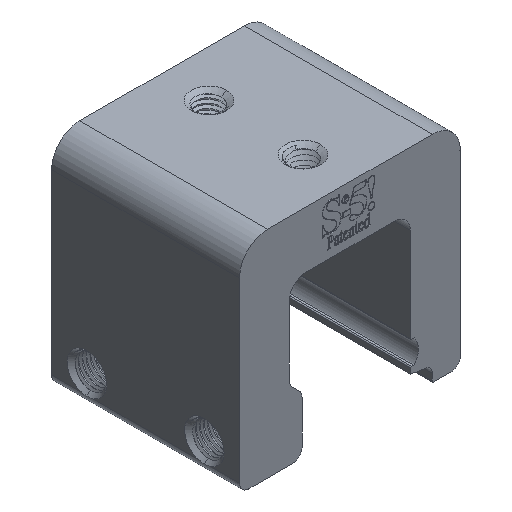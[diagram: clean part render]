
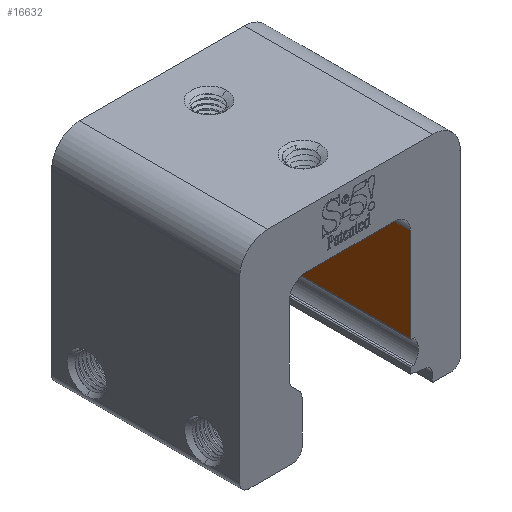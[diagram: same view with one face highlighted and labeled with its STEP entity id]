
A CAD part, isometric view. The second image highlights one B-rep face of the part: STEP entity #16632.
In plain terms, the highlighted planar face has unit normal (-1, 0, 0).
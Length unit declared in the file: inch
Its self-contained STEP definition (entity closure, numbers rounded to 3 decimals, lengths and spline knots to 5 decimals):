
#1800 = CARTESIAN_POINT ( 'NONE',  ( 0.645, 0.99957, -0.44041 ) ) ;
#2304 = CARTESIAN_POINT ( 'NONE',  ( 0.645, -1.00043, -0.77307 ) ) ;
#2693 = VERTEX_POINT ( 'NONE', #20671 ) ;
#3378 = LINE ( 'NONE', #2304, #22358 ) ;
#3901 = B_SPLINE_CURVE_WITH_KNOTS ( 'NONE', 3,
 ( #12779, #1800, #14633, #9171 ),
 .UNSPECIFIED., .F., .F.,
 ( 4, 4 ),
 ( 0., 1. ),
 .UNSPECIFIED. ) ;
#3924 = LINE ( 'NONE', #16197, #4197 ) ;
#4197 = VECTOR ( 'NONE', #17746, 39.37008 ) ;
#4476 = VERTEX_POINT ( 'NONE', #14177 ) ;
#5093 = VERTEX_POINT ( 'NONE', #20296 ) ;
#7609 = PLANE ( 'NONE',  #16498 ) ;
#8661 = ORIENTED_EDGE ( 'NONE', *, *, #20110, .T. ) ;
#9171 = CARTESIAN_POINT ( 'NONE',  ( 0.645, 0.99957, 0.22493 ) ) ;
#9322 = DIRECTION ( 'NONE',  ( 1., 0., 0. ) ) ;
#9769 = DIRECTION ( 'NONE',  ( 0., -1., 0. ) ) ;
#10626 = EDGE_CURVE ( 'NONE', #5093, #4476, #22805, .T. ) ;
#11932 = EDGE_CURVE ( 'NONE', #2693, #4476, #3901, .T. ) ;
#12025 = CARTESIAN_POINT ( 'NONE',  ( 0.645, -1.00043, -0.77307 ) ) ;
#12779 = CARTESIAN_POINT ( 'NONE',  ( 0.645, 0.99957, -0.77307 ) ) ;
#12849 = CARTESIAN_POINT ( 'NONE',  ( 0.645, -1.00043, -0.27407 ) ) ;
#13795 = FACE_OUTER_BOUND ( 'NONE', #15356, .T. ) ;
#14177 = CARTESIAN_POINT ( 'NONE',  ( 0.645, 0.99957, 0.22493 ) ) ;
#14633 = CARTESIAN_POINT ( 'NONE',  ( 0.645, 0.99957, -0.10774 ) ) ;
#15356 = EDGE_LOOP ( 'NONE', ( #23649, #21736, #23705, #8661 ) ) ;
#15979 = VERTEX_POINT ( 'NONE', #12025 ) ;
#16197 = CARTESIAN_POINT ( 'NONE',  ( 0.645, -1.00043, -0.98904 ) ) ;
#16498 = AXIS2_PLACEMENT_3D ( 'NONE', #12849, #9322, #18550 ) ;
#16632 = ADVANCED_FACE ( 'NONE', ( #13795 ), #7609, .F. ) ;
#17746 = DIRECTION ( 'NONE',  ( 0., 0., -1. ) ) ;
#17909 = VECTOR ( 'NONE', #23646, 39.37008 ) ;
#18550 = DIRECTION ( 'NONE',  ( 0., 0., -1. ) ) ;
#20110 = EDGE_CURVE ( 'NONE', #2693, #15979, #3378, .T. ) ;
#20296 = CARTESIAN_POINT ( 'NONE',  ( 0.645, -1.00043, 0.22493 ) ) ;
#20671 = CARTESIAN_POINT ( 'NONE',  ( 0.645, 0.99957, -0.77307 ) ) ;
#21736 = ORIENTED_EDGE ( 'NONE', *, *, #10626, .T. ) ;
#22035 = EDGE_CURVE ( 'NONE', #5093, #15979, #3924, .T. ) ;
#22358 = VECTOR ( 'NONE', #9769, 39.37008 ) ;
#22805 = LINE ( 'NONE', #23570, #17909 ) ;
#23570 = CARTESIAN_POINT ( 'NONE',  ( 0.645, -1.00043, 0.22493 ) ) ;
#23646 = DIRECTION ( 'NONE',  ( 0., 1., 0. ) ) ;
#23649 = ORIENTED_EDGE ( 'NONE', *, *, #22035, .F. ) ;
#23705 = ORIENTED_EDGE ( 'NONE', *, *, #11932, .F. ) ;
